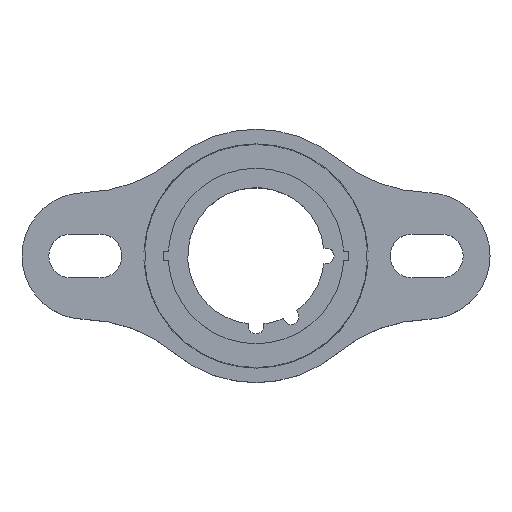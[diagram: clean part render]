
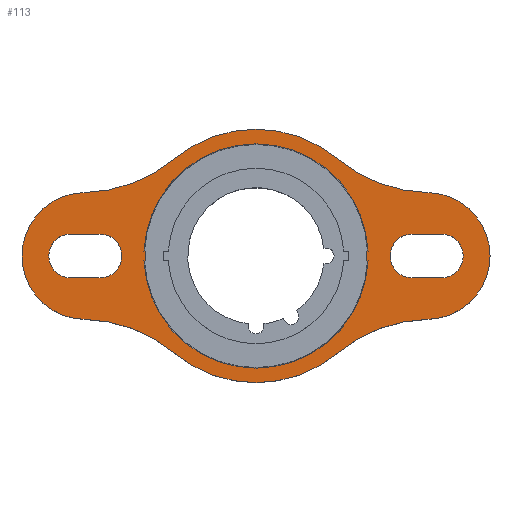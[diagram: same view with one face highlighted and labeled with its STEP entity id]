
A CAD part, top view. The second image highlights one B-rep face of the part: STEP entity #113.
In plain terms, the highlighted planar face has unit normal (0, 0, 1).
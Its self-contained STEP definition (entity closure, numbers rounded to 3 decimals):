
#113=ADVANCED_FACE('',(#256,#257,#258,#259),#260,.F.);
#256=FACE_BOUND('',#424,.T.);
#257=FACE_BOUND('',#425,.T.);
#258=FACE_OUTER_BOUND('',#426,.T.);
#259=FACE_BOUND('',#427,.T.);
#260=PLANE('',#428);
#424=EDGE_LOOP('',(#690,#691,#692,#693,#694,#695,#696,#697));
#425=EDGE_LOOP('',(#698,#699,#700,#701));
#426=EDGE_LOOP('',(#702,#703,#704,#705,#706,#707,#708,#709));
#427=EDGE_LOOP('',(#710,#711,#712,#713));
#428=AXIS2_PLACEMENT_3D('',#714,#715,#716);
#690=ORIENTED_EDGE('',*,*,#1037,.F.);
#691=ORIENTED_EDGE('',*,*,#1007,.T.);
#692=ORIENTED_EDGE('',*,*,#1010,.T.);
#693=ORIENTED_EDGE('',*,*,#1000,.T.);
#694=ORIENTED_EDGE('',*,*,#1087,.F.);
#695=ORIENTED_EDGE('',*,*,#1015,.F.);
#696=ORIENTED_EDGE('',*,*,#1088,.F.);
#697=ORIENTED_EDGE('',*,*,#1089,.F.);
#698=ORIENTED_EDGE('',*,*,#1090,.T.);
#699=ORIENTED_EDGE('',*,*,#1091,.T.);
#700=ORIENTED_EDGE('',*,*,#1092,.T.);
#701=ORIENTED_EDGE('',*,*,#1093,.T.);
#702=ORIENTED_EDGE('',*,*,#1094,.T.);
#703=ORIENTED_EDGE('',*,*,#1095,.T.);
#704=ORIENTED_EDGE('',*,*,#1096,.T.);
#705=ORIENTED_EDGE('',*,*,#1097,.T.);
#706=ORIENTED_EDGE('',*,*,#1098,.T.);
#707=ORIENTED_EDGE('',*,*,#1099,.T.);
#708=ORIENTED_EDGE('',*,*,#1100,.T.);
#709=ORIENTED_EDGE('',*,*,#1101,.T.);
#710=ORIENTED_EDGE('',*,*,#1085,.T.);
#711=ORIENTED_EDGE('',*,*,#1082,.T.);
#712=ORIENTED_EDGE('',*,*,#1079,.T.);
#713=ORIENTED_EDGE('',*,*,#1075,.T.);
#714=CARTESIAN_POINT('',(-17.721,10.748,4.0));
#715=DIRECTION('',(-0.0,0.0,-1.0));
#716=DIRECTION('',(-1.0,0.0,0.0));
#1000=EDGE_CURVE('',#1186,#1183,#1187,.F.);
#1007=EDGE_CURVE('',#1193,#1197,#1199,.F.);
#1010=EDGE_CURVE('',#1197,#1186,#1202,.F.);
#1015=EDGE_CURVE('',#1209,#1205,#1211,.F.);
#1037=EDGE_CURVE('',#1193,#1248,#1249,.F.);
#1075=EDGE_CURVE('',#1314,#1315,#1316,.F.);
#1079=EDGE_CURVE('',#1320,#1314,#1321,.T.);
#1082=EDGE_CURVE('',#1324,#1320,#1325,.T.);
#1085=EDGE_CURVE('',#1315,#1324,#1328,.T.);
#1087=EDGE_CURVE('',#1205,#1183,#1330,.F.);
#1088=EDGE_CURVE('',#1331,#1209,#1332,.F.);
#1089=EDGE_CURVE('',#1248,#1331,#1333,.F.);
#1090=EDGE_CURVE('',#1334,#1335,#1336,.T.);
#1091=EDGE_CURVE('',#1335,#1337,#1338,.T.);
#1092=EDGE_CURVE('',#1337,#1339,#1340,.F.);
#1093=EDGE_CURVE('',#1339,#1334,#1341,.T.);
#1094=EDGE_CURVE('',#1342,#1343,#1344,.T.);
#1095=EDGE_CURVE('',#1343,#1345,#1346,.T.);
#1096=EDGE_CURVE('',#1345,#1347,#1348,.T.);
#1097=EDGE_CURVE('',#1347,#1349,#1350,.T.);
#1098=EDGE_CURVE('',#1349,#1351,#1352,.T.);
#1099=EDGE_CURVE('',#1351,#1353,#1354,.T.);
#1100=EDGE_CURVE('',#1353,#1355,#1356,.T.);
#1101=EDGE_CURVE('',#1355,#1342,#1357,.T.);
#1183=VERTEX_POINT('',#1457);
#1186=VERTEX_POINT('',#1463);
#1187=LINE('',#1464,#1465);
#1193=VERTEX_POINT('',#1473);
#1197=VERTEX_POINT('',#1481);
#1199=LINE('',#1484,#1485);
#1202=LINE('',#1489,#1490);
#1205=VERTEX_POINT('',#1493);
#1209=VERTEX_POINT('',#1501);
#1211=LINE('',#1504,#1505);
#1248=VERTEX_POINT('',#1553);
#1249=CIRCLE('',#1554,11.5);
#1314=VERTEX_POINT('',#1636);
#1315=VERTEX_POINT('',#1637);
#1316=LINE('',#1638,#1639);
#1320=VERTEX_POINT('',#1645);
#1321=CIRCLE('',#1646,2.25);
#1324=VERTEX_POINT('',#1650);
#1325=LINE('',#1651,#1652);
#1328=CIRCLE('',#1656,2.25);
#1330=CIRCLE('',#1658,11.5);
#1331=VERTEX_POINT('',#1659);
#1332=LINE('',#1660,#1661);
#1333=LINE('',#1662,#1663);
#1334=VERTEX_POINT('',#1664);
#1335=VERTEX_POINT('',#1665);
#1336=LINE('',#1666,#1667);
#1337=VERTEX_POINT('',#1668);
#1338=CIRCLE('',#1669,2.25);
#1339=VERTEX_POINT('',#1670);
#1340=LINE('',#1671,#1672);
#1341=CIRCLE('',#1673,2.25);
#1342=VERTEX_POINT('',#1674);
#1343=VERTEX_POINT('',#1675);
#1344=CIRCLE('',#1676,15.0);
#1345=VERTEX_POINT('',#1677);
#1346=CIRCLE('',#1678,6.5);
#1347=VERTEX_POINT('',#1679);
#1348=CIRCLE('',#1680,15.0);
#1349=VERTEX_POINT('',#1681);
#1350=CIRCLE('',#1682,13.0);
#1351=VERTEX_POINT('',#1683);
#1352=CIRCLE('',#1684,15.0);
#1353=VERTEX_POINT('',#1685);
#1354=CIRCLE('',#1686,6.5);
#1355=VERTEX_POINT('',#1687);
#1356=CIRCLE('',#1688,15.0);
#1357=CIRCLE('',#1689,13.0);
#1457=CARTESIAN_POINT('',(11.489,-0.5,4.0));
#1463=CARTESIAN_POINT('',(11.3,-0.5,4.0));
#1464=CARTESIAN_POINT('',(12.55,-0.5,4.0));
#1465=VECTOR('',#1826,1.0);
#1473=CARTESIAN_POINT('',(11.489,0.5,4.0));
#1481=CARTESIAN_POINT('',(11.3,0.5,4.0));
#1484=CARTESIAN_POINT('',(12.55,0.5,4.0));
#1485=VECTOR('',#1831,1.0);
#1489=CARTESIAN_POINT('',(11.3,0.0,4.0));
#1490=VECTOR('',#1833,1.0);
#1493=CARTESIAN_POINT('',(-11.489,-0.5,4.0));
#1501=CARTESIAN_POINT('',(-11.3,-0.5,4.0));
#1504=CARTESIAN_POINT('',(-12.55,-0.5,4.0));
#1505=VECTOR('',#1836,1.0);
#1553=CARTESIAN_POINT('',(-11.489,0.5,4.0));
#1554=AXIS2_PLACEMENT_3D('',#1863,#1864,#1865);
#1636=CARTESIAN_POINT('',(-19.0,2.25,4.0));
#1637=CARTESIAN_POINT('',(-16.0,2.25,4.0));
#1638=CARTESIAN_POINT('',(-17.721,2.25,4.0));
#1639=VECTOR('',#1931,1.0);
#1645=CARTESIAN_POINT('',(-19.0,-2.25,4.0));
#1646=AXIS2_PLACEMENT_3D('',#1934,#1935,#1936);
#1650=CARTESIAN_POINT('',(-16.0,-2.25,4.0));
#1651=CARTESIAN_POINT('',(-17.721,-2.25,4.0));
#1652=VECTOR('',#1938,1.0);
#1656=AXIS2_PLACEMENT_3D('',#1940,#1941,#1942);
#1658=AXIS2_PLACEMENT_3D('',#1943,#1944,#1945);
#1659=CARTESIAN_POINT('',(-11.3,0.5,4.0));
#1660=CARTESIAN_POINT('',(-11.3,0.0,4.0));
#1661=VECTOR('',#1946,1.0);
#1662=CARTESIAN_POINT('',(-12.55,0.5,4.0));
#1663=VECTOR('',#1947,1.0);
#1664=CARTESIAN_POINT('',(19.0,-2.25,4.0));
#1665=CARTESIAN_POINT('',(16.0,-2.25,4.0));
#1666=CARTESIAN_POINT('',(-17.721,-2.25,4.0));
#1667=VECTOR('',#1948,1.0);
#1668=CARTESIAN_POINT('',(16.0,2.25,4.0));
#1669=AXIS2_PLACEMENT_3D('',#1949,#1950,#1951);
#1670=CARTESIAN_POINT('',(19.0,2.25,4.0));
#1671=CARTESIAN_POINT('',(-17.721,2.25,4.0));
#1672=VECTOR('',#1952,1.0);
#1673=AXIS2_PLACEMENT_3D('',#1953,#1954,#1955);
#1674=CARTESIAN_POINT('',(-8.331,9.98,4.0));
#1675=CARTESIAN_POINT('',(-17.634,6.499,4.0));
#1676=AXIS2_PLACEMENT_3D('',#1956,#1957,#1958);
#1677=CARTESIAN_POINT('',(-17.634,-6.499,4.0));
#1678=AXIS2_PLACEMENT_3D('',#1959,#1960,#1961);
#1679=CARTESIAN_POINT('',(-8.331,-9.98,4.0));
#1680=AXIS2_PLACEMENT_3D('',#1962,#1963,#1964);
#1681=CARTESIAN_POINT('',(8.331,-9.98,4.0));
#1682=AXIS2_PLACEMENT_3D('',#1965,#1966,#1967);
#1683=CARTESIAN_POINT('',(17.634,-6.499,4.0));
#1684=AXIS2_PLACEMENT_3D('',#1968,#1969,#1970);
#1685=CARTESIAN_POINT('',(17.634,6.499,4.0));
#1686=AXIS2_PLACEMENT_3D('',#1971,#1972,#1973);
#1687=CARTESIAN_POINT('',(8.331,9.98,4.0));
#1688=AXIS2_PLACEMENT_3D('',#1974,#1975,#1976);
#1689=AXIS2_PLACEMENT_3D('',#1977,#1978,#1979);
#1826=DIRECTION('',(-1.0,0.0,0.0));
#1831=DIRECTION('',(1.0,0.0,0.0));
#1833=DIRECTION('',(0.0,1.0,0.0));
#1836=DIRECTION('',(1.0,0.0,0.0));
#1863=CARTESIAN_POINT('',(0.0,0.0,4.0));
#1864=DIRECTION('',(-0.0,0.0,-1.0));
#1865=DIRECTION('',(-1.0,0.0,0.0));
#1931=DIRECTION('',(-1.0,0.0,0.0));
#1934=CARTESIAN_POINT('',(-19.0,0.0,4.0));
#1935=DIRECTION('',(-0.0,0.0,-1.0));
#1936=DIRECTION('',(-1.0,0.0,0.0));
#1938=DIRECTION('',(-1.0,0.0,0.0));
#1940=CARTESIAN_POINT('',(-16.0,0.0,4.0));
#1941=DIRECTION('',(-0.0,0.0,-1.0));
#1942=DIRECTION('',(-1.0,0.0,0.0));
#1943=CARTESIAN_POINT('',(0.0,0.0,4.0));
#1944=DIRECTION('',(-0.0,0.0,-1.0));
#1945=DIRECTION('',(-1.0,0.0,0.0));
#1946=DIRECTION('',(0.0,1.0,0.0));
#1947=DIRECTION('',(-1.0,0.0,0.0));
#1948=DIRECTION('',(-1.0,0.0,0.0));
#1949=CARTESIAN_POINT('',(16.0,0.0,4.0));
#1950=DIRECTION('',(-0.0,0.0,-1.0));
#1951=DIRECTION('',(-1.0,0.0,0.0));
#1952=DIRECTION('',(-1.0,0.0,0.0));
#1953=CARTESIAN_POINT('',(19.0,0.0,4.0));
#1954=DIRECTION('',(-0.0,0.0,-1.0));
#1955=DIRECTION('',(-1.0,0.0,0.0));
#1956=CARTESIAN_POINT('',(-17.943,21.495,4.0));
#1957=DIRECTION('',(-0.0,0.0,-1.0));
#1958=DIRECTION('',(-0.35,0.937,0.0));
#1959=CARTESIAN_POINT('',(-17.5,0.0,4.0));
#1960=DIRECTION('',(0.0,-0.0,1.0));
#1961=DIRECTION('',(1.0,0.,0.0));
#1962=CARTESIAN_POINT('',(-17.943,-21.495,4.0));
#1963=DIRECTION('',(-0.0,0.0,-1.0));
#1964=DIRECTION('',(-0.35,-0.937,0.0));
#1965=CARTESIAN_POINT('',(0.0,0.0,4.0));
#1966=DIRECTION('',(0.0,-0.0,1.0));
#1967=DIRECTION('',(0.0,1.0,0.0));
#1968=CARTESIAN_POINT('',(17.943,-21.495,4.0));
#1969=DIRECTION('',(0.0,-0.0,-1.0));
#1970=DIRECTION('',(0.35,-0.937,0.0));
#1971=CARTESIAN_POINT('',(17.5,0.0,4.0));
#1972=DIRECTION('',(0.0,0.0,1.0));
#1973=DIRECTION('',(-1.0,0.,0.0));
#1974=CARTESIAN_POINT('',(17.943,21.495,4.0));
#1975=DIRECTION('',(0.0,0.0,-1.0));
#1976=DIRECTION('',(0.35,0.937,0.0));
#1977=CARTESIAN_POINT('',(0.0,0.0,4.0));
#1978=DIRECTION('',(0.0,0.0,1.0));
#1979=DIRECTION('',(0.0,-1.0,0.0));
